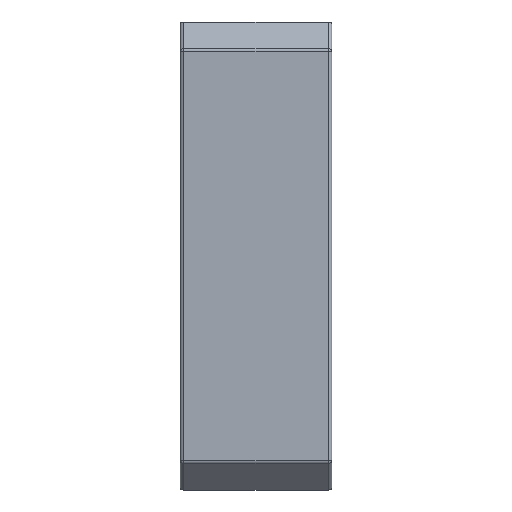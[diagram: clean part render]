
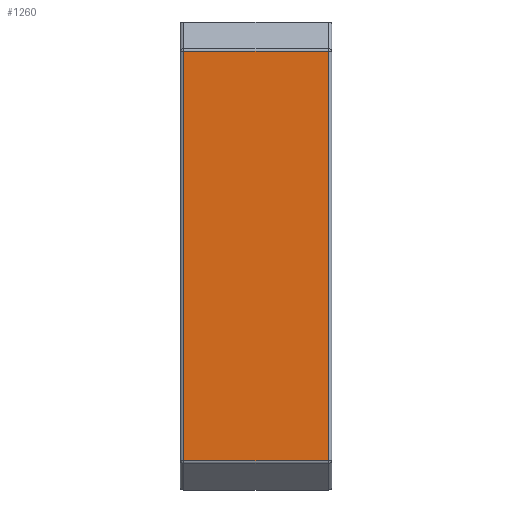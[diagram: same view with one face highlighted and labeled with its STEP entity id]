
A CAD part, front view. The second image highlights one B-rep face of the part: STEP entity #1260.
In plain terms, the highlighted planar face has unit normal (0, -1, 0).
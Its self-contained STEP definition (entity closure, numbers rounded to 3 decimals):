
#7 = VECTOR ( 'NONE', #1243, 1000. ) ;
#36 = CARTESIAN_POINT ( 'NONE',  ( -19.75, 0., -56.393 ) ) ;
#94 = FACE_OUTER_BOUND ( 'NONE', #600, .T. ) ;
#141 = VERTEX_POINT ( 'NONE', #457 ) ;
#157 = EDGE_CURVE ( 'NONE', #403, #141, #1367, .T. ) ;
#233 = LINE ( 'NONE', #1215, #567 ) ;
#309 = VECTOR ( 'NONE', #1183, 1000. ) ;
#355 = EDGE_CURVE ( 'NONE', #1069, #1487, #380, .T. ) ;
#380 = LINE ( 'NONE', #1669, #7 ) ;
#386 = CARTESIAN_POINT ( 'NONE',  ( -20.75, 0., 56.393 ) ) ;
#391 = CARTESIAN_POINT ( 'NONE',  ( -19.75, 0., 55.978 ) ) ;
#403 = VERTEX_POINT ( 'NONE', #391 ) ;
#422 = ORIENTED_EDGE ( 'NONE', *, *, #355, .T. ) ;
#432 = AXIS2_PLACEMENT_3D ( 'NONE', #386, #1108, #676 ) ;
#435 = LINE ( 'NONE', #1710, #438 ) ;
#438 = VECTOR ( 'NONE', #452, 1000. ) ;
#452 = DIRECTION ( 'NONE',  ( -1., 0., 0. ) ) ;
#456 = CARTESIAN_POINT ( 'NONE',  ( 19.75, 0., -55.978 ) ) ;
#457 = CARTESIAN_POINT ( 'NONE',  ( -19.75, 0., -55.978 ) ) ;
#494 = DIRECTION ( 'NONE',  ( 1., 0., 0. ) ) ;
#527 = PLANE ( 'NONE',  #432 ) ;
#567 = VECTOR ( 'NONE', #494, 1000. ) ;
#584 = EDGE_CURVE ( 'NONE', #141, #1069, #233, .T. ) ;
#600 = EDGE_LOOP ( 'NONE', ( #1594, #422, #1638, #1125 ) ) ;
#659 = CARTESIAN_POINT ( 'NONE',  ( 19.75, 0., 55.978 ) ) ;
#676 = DIRECTION ( 'NONE',  ( 0., 0., -1. ) ) ;
#917 = EDGE_CURVE ( 'NONE', #1487, #403, #435, .T. ) ;
#1069 = VERTEX_POINT ( 'NONE', #456 ) ;
#1108 = DIRECTION ( 'NONE',  ( 0., -1., 0. ) ) ;
#1125 = ORIENTED_EDGE ( 'NONE', *, *, #157, .T. ) ;
#1183 = DIRECTION ( 'NONE',  ( 0., 0., -1. ) ) ;
#1215 = CARTESIAN_POINT ( 'NONE',  ( -20.75, 0., -55.978 ) ) ;
#1243 = DIRECTION ( 'NONE',  ( 0., 0., 1. ) ) ;
#1260 = ADVANCED_FACE ( 'NONE', ( #94 ), #527, .T. ) ;
#1367 = LINE ( 'NONE', #36, #309 ) ;
#1487 = VERTEX_POINT ( 'NONE', #659 ) ;
#1594 = ORIENTED_EDGE ( 'NONE', *, *, #584, .T. ) ;
#1638 = ORIENTED_EDGE ( 'NONE', *, *, #917, .T. ) ;
#1669 = CARTESIAN_POINT ( 'NONE',  ( 19.75, 0., 56.393 ) ) ;
#1710 = CARTESIAN_POINT ( 'NONE',  ( -20.75, 0., 55.978 ) ) ;
